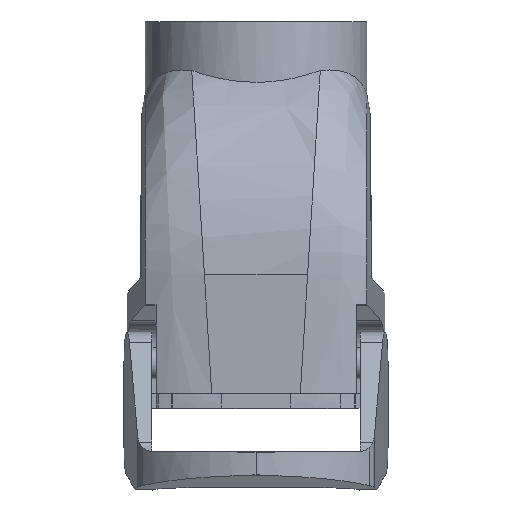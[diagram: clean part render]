
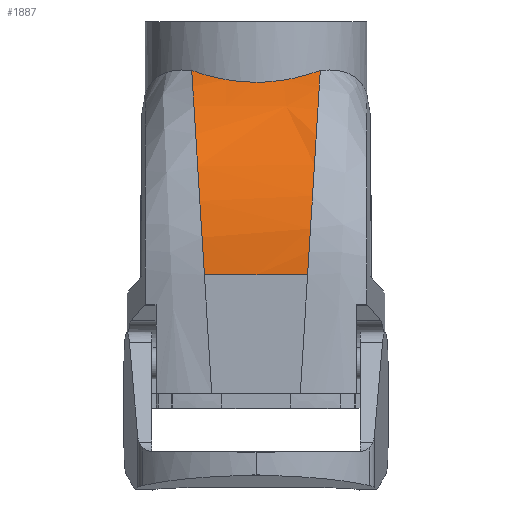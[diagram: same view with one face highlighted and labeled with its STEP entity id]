
A CAD part, left-side view. The second image highlights one B-rep face of the part: STEP entity #1887.
In plain terms, the highlighted face is a extrusion surface.
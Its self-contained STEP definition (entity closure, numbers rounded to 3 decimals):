
#270=SURFACE_OF_LINEAR_EXTRUSION('',#4247,#12446);
#1504=B_SPLINE_CURVE_WITH_KNOTS('',3,(#18686,#18687,#18688,#18689,#18690,
#18691,#18692,#18693,#18694,#18695),.UNSPECIFIED.,.F.,.F.,(4,2,2,2,4),(0.,
0.25,0.5,0.75,1.),.UNSPECIFIED.);
#1506=B_SPLINE_CURVE_WITH_KNOTS('',3,(#18712,#18713,#18714,#18715,#18716,
#18717,#18718,#18719,#18720,#18721,#18722),.UNSPECIFIED.,.F.,.F.,(4,1,1,
1,1,1,1,1,4),(0.,0.088,0.318,0.548,
0.778,0.894,0.951,0.98,
1.),.UNSPECIFIED.);
#1507=B_SPLINE_CURVE_WITH_KNOTS('',3,(#18724,#18725,#18726,#18727,#18728,
#18729,#18730,#18731,#18732,#18733,#18734),.UNSPECIFIED.,.F.,.F.,(4,1,1,
1,1,1,1,1,4),(0.,0.02,0.049,0.106,
0.222,0.452,0.682,0.912,
1.),.UNSPECIFIED.);
#1508=B_SPLINE_CURVE_WITH_KNOTS('',3,(#18736,#18737,#18738,#18739),
 .UNSPECIFIED.,.F.,.F.,(4,4),(0.,1.),.UNSPECIFIED.);
#1509=B_SPLINE_CURVE_WITH_KNOTS('',3,(#18741,#18742,#18743,#18744),
 .UNSPECIFIED.,.F.,.F.,(4,4),(0.,1.),.UNSPECIFIED.);
#1887=ADVANCED_FACE('',(#3015),#270,.F.);
#3015=FACE_OUTER_BOUND('',#3640,.T.);
#3640=EDGE_LOOP('',(#4881,#4882,#4883,#4884,#4885));
#4247=ELLIPSE('',#13950,49.9,47.);
#4881=ORIENTED_EDGE('',*,*,#9338,.F.);
#4882=ORIENTED_EDGE('',*,*,#9336,.T.);
#4883=ORIENTED_EDGE('',*,*,#9339,.F.);
#4884=ORIENTED_EDGE('',*,*,#9340,.F.);
#4885=ORIENTED_EDGE('',*,*,#9341,.F.);
#8108=VERTEX_POINT('',#18685);
#8109=VERTEX_POINT('',#18696);
#8110=VERTEX_POINT('',#18723);
#8111=VERTEX_POINT('',#18735);
#8112=VERTEX_POINT('',#18740);
#9336=EDGE_CURVE('',#8109,#8108,#1504,.T.);
#9338=EDGE_CURVE('',#8109,#8110,#1506,.T.);
#9339=EDGE_CURVE('',#8111,#8108,#1507,.T.);
#9340=EDGE_CURVE('',#8112,#8111,#1508,.T.);
#9341=EDGE_CURVE('',#8110,#8112,#1509,.T.);
#12446=VECTOR('',#15202,1.);
#13950=AXIS2_PLACEMENT_3D('',#18745,#15200,#15201);
#15200=DIRECTION('',(0.,-1.,0.));
#15201=DIRECTION('',(0.,0.,-1.));
#15202=DIRECTION('',(0.,1.,0.));
#18685=CARTESIAN_POINT('',(-19.961,14.581,74.771));
#18686=CARTESIAN_POINT('',(-19.963,-13.829,74.775));
#18687=CARTESIAN_POINT('',(-21.401,-11.807,74.059));
#18688=CARTESIAN_POINT('',(-22.526,-9.589,73.406));
#18689=CARTESIAN_POINT('',(-24.093,-4.749,72.456));
#18690=CARTESIAN_POINT('',(-24.497,-2.245,72.186));
#18691=CARTESIAN_POINT('',(-24.502,2.948,72.182));
#18692=CARTESIAN_POINT('',(-24.097,5.478,72.453));
#18693=CARTESIAN_POINT('',(-22.534,10.321,73.401));
#18694=CARTESIAN_POINT('',(-21.406,12.55,74.056));
#18695=CARTESIAN_POINT('',(-19.963,14.579,74.775));
#18696=CARTESIAN_POINT('',(-19.961,-13.83,74.773));
#18712=CARTESIAN_POINT('',(-19.96,-13.832,74.77));
#18713=CARTESIAN_POINT('',(-21.409,-13.787,74.048));
#18714=CARTESIAN_POINT('',(-26.533,-13.608,71.148));
#18715=CARTESIAN_POINT('',(-34.329,-13.198,64.533));
#18716=CARTESIAN_POINT('',(-41.631,-12.542,53.935));
#18717=CARTESIAN_POINT('',(-45.349,-11.92,43.888));
#18718=CARTESIAN_POINT('',(-46.616,-11.465,36.542));
#18719=CARTESIAN_POINT('',(-46.924,-11.235,32.832));
#18720=CARTESIAN_POINT('',(-46.985,-11.114,30.869));
#18721=CARTESIAN_POINT('',(-46.994,-11.058,29.969));
#18722=CARTESIAN_POINT('',(-46.997,-11.035,29.599));
#18723=CARTESIAN_POINT('',(-46.998,-11.035,29.599));
#18724=CARTESIAN_POINT('',(-46.997,11.785,29.599));
#18725=CARTESIAN_POINT('',(-46.994,11.808,29.969));
#18726=CARTESIAN_POINT('',(-46.985,11.864,30.869));
#18727=CARTESIAN_POINT('',(-46.924,11.985,32.832));
#18728=CARTESIAN_POINT('',(-46.616,12.215,36.542));
#18729=CARTESIAN_POINT('',(-45.349,12.67,43.888));
#18730=CARTESIAN_POINT('',(-41.631,13.292,53.935));
#18731=CARTESIAN_POINT('',(-34.329,13.948,64.533));
#18732=CARTESIAN_POINT('',(-26.533,14.358,71.148));
#18733=CARTESIAN_POINT('',(-21.409,14.537,74.048));
#18734=CARTESIAN_POINT('',(-19.96,14.582,74.77));
#18735=CARTESIAN_POINT('',(-46.998,11.785,29.599));
#18736=CARTESIAN_POINT('',(-47.,0.375,29.6));
#18737=CARTESIAN_POINT('',(-47.,4.178,29.6));
#18738=CARTESIAN_POINT('',(-47.,7.982,29.6));
#18739=CARTESIAN_POINT('',(-47.,11.785,29.6));
#18740=CARTESIAN_POINT('',(-47.,0.375,29.6));
#18741=CARTESIAN_POINT('',(-47.,-11.035,29.6));
#18742=CARTESIAN_POINT('',(-47.,-7.232,29.6));
#18743=CARTESIAN_POINT('',(-47.,-3.428,29.6));
#18744=CARTESIAN_POINT('',(-47.,0.375,29.6));
#18745=CARTESIAN_POINT('',(0.,-29.625,29.6));
